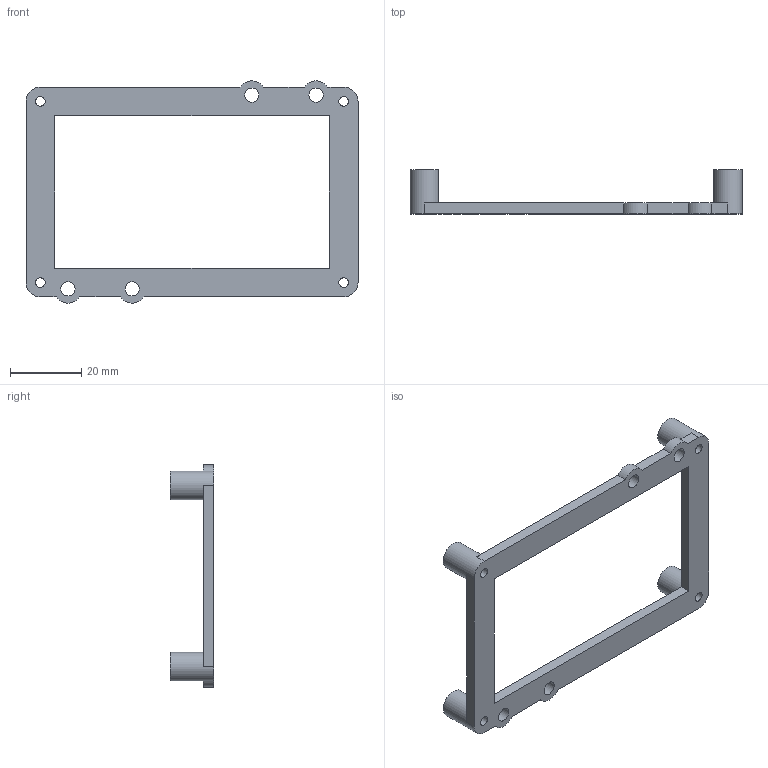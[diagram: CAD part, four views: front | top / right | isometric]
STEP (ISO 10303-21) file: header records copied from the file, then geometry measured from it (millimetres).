
FILE_DESCRIPTION(/* description */ ('Unknown'),/* implementation_level */ '2;1');
FILE_NAME(/* name */ 'board_side_l_03',/* time_stamp */ '2023-06-03T21:15:51+01:00',/* author */ ('Unknown'),/* organization */ ('Unknown'),/* preprocessor_version */ 'ST-DEVELOPER v18.102',/* originating_system */ 'Solid Edge',/* authorisation */ 'Unknown');
FILE_SCHEMA (('AUTOMOTIVE_DESIGN {1 0 10303 214 3 1 1}'));
Length unit declared in the file: millimetre
Products named in the file (1): board_side_l_03
Bounding box: 93 x 12.25 x 62.25 mm (x, y, z)
Volume: 8000.9 mm3; surface area: 7354.1 mm2
Topology: 1 solids, 1 shells, 34 faces, 93 edges, 61 vertices
Faces by surface type: plane 18, cylinder 16
Full cylindrical faces by diameter (mm): 2.7 x4, 4 x4, 8 x4
Entity records: 1086 total; most frequent: DIRECTION 186, CARTESIAN_POINT 175, ORIENTED_EDGE 160, EDGE_CURVE 80, AXIS2_PLACEMENT_3D 71, EDGE_LOOP 64, FACE_BOUND 64, VERTEX_POINT 60
